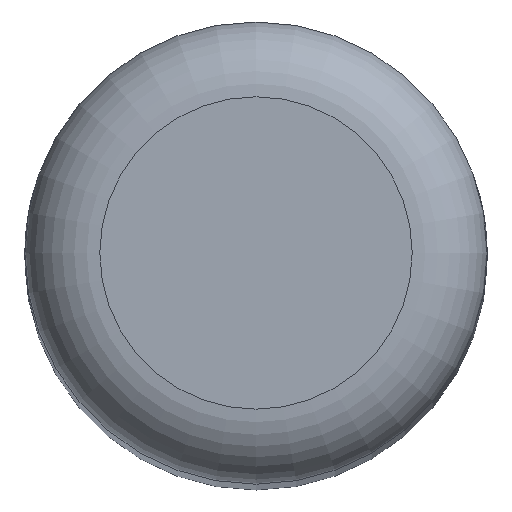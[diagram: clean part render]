
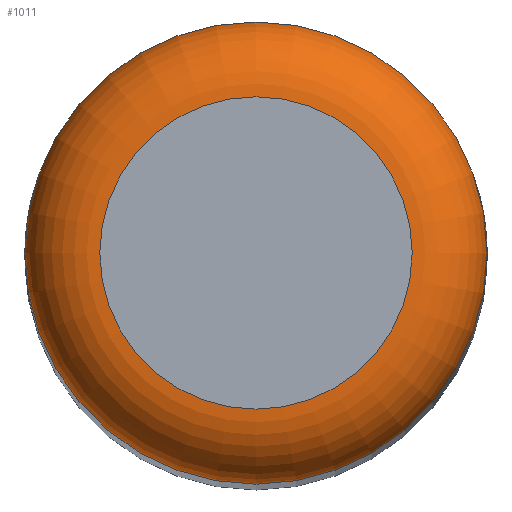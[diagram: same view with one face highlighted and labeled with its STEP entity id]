
A CAD part, top view. The second image highlights one B-rep face of the part: STEP entity #1011.
In plain terms, the highlighted toroidal (fillet/blend) face has major radius 5.296 mm and minor radius 2.54 mm.
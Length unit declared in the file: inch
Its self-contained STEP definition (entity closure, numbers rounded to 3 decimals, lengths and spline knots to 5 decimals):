
#18=TOROIDAL_SURFACE('',#1079,0.2085,0.1);
#20=CIRCLE('',#1075,0.3085);
#22=CIRCLE('',#1080,0.2085);
#23=CIRCLE('',#1081,0.1);
#78=FACE_OUTER_BOUND('',#133,.T.);
#133=EDGE_LOOP('',(#903,#904,#905,#906));
#435=VERTEX_POINT('',#4276);
#437=VERTEX_POINT('',#4295);
#588=EDGE_CURVE('',#435,#435,#20,.T.);
#593=EDGE_CURVE('',#437,#437,#22,.T.);
#594=EDGE_CURVE('',#437,#435,#23,.T.);
#903=ORIENTED_EDGE('',*,*,#593,.T.);
#904=ORIENTED_EDGE('',*,*,#594,.T.);
#905=ORIENTED_EDGE('',*,*,#588,.T.);
#906=ORIENTED_EDGE('',*,*,#594,.F.);
#1011=ADVANCED_FACE('',(#78),#18,.T.);
#1075=AXIS2_PLACEMENT_3D('',#4277,#1223,#1224);
#1079=AXIS2_PLACEMENT_3D('',#4294,#1233,#1234);
#1080=AXIS2_PLACEMENT_3D('',#4296,#1235,#1236);
#1081=AXIS2_PLACEMENT_3D('',#4297,#1237,#1238);
#1223=DIRECTION('center_axis',(0.,0.,1.));
#1224=DIRECTION('ref_axis',(1.,0.,0.));
#1233=DIRECTION('center_axis',(0.,0.,1.));
#1234=DIRECTION('ref_axis',(1.,0.,0.));
#1235=DIRECTION('center_axis',(0.,0.,-1.));
#1236=DIRECTION('ref_axis',(1.,0.,0.));
#1237=DIRECTION('center_axis',(0.,-1.,0.));
#1238=DIRECTION('ref_axis',(-1.,0.,0.));
#4276=CARTESIAN_POINT('',(-0.3085,0.,4.7));
#4277=CARTESIAN_POINT('Origin',(0.,0.,4.7));
#4294=CARTESIAN_POINT('Origin',(0.,0.,4.7));
#4295=CARTESIAN_POINT('',(-0.2085,0.,4.8));
#4296=CARTESIAN_POINT('Origin',(0.,0.,4.8));
#4297=CARTESIAN_POINT('Origin',(-0.2085,0.,4.7));
